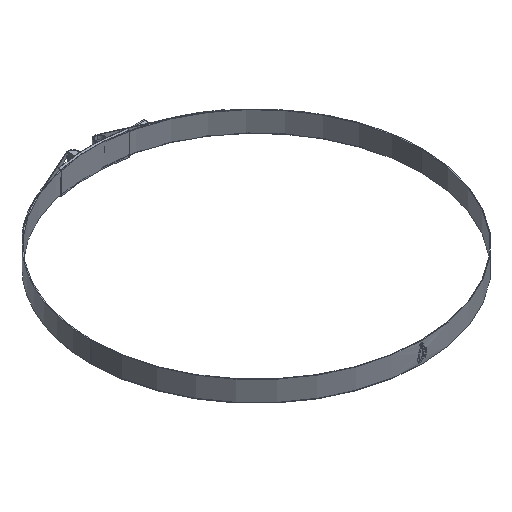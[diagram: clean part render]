
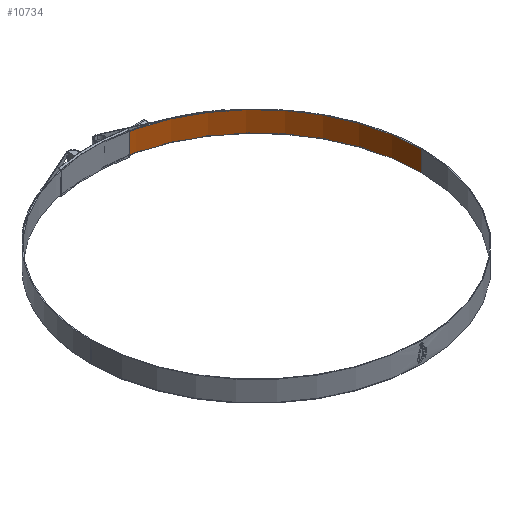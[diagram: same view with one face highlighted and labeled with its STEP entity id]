
A CAD part, isometric view. The second image highlights one B-rep face of the part: STEP entity #10734.
In plain terms, the highlighted cylindrical face has radius 155 mm (diameter 310 mm), a partial arc.
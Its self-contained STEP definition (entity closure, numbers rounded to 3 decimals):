
#1 = EDGE_CURVE ( 'NONE', #4863, #8558, #1499, .T. ) ;
#5 = EDGE_CURVE ( 'NONE', #8558, #10732, #10457, .T. ) ;
#424 = CARTESIAN_POINT ( 'NONE',  ( 0., 0., 9.65 ) ) ;
#1023 = CYLINDRICAL_SURFACE ( 'NONE', #10876, 155. ) ;
#1035 = CARTESIAN_POINT ( 'NONE',  ( 12.109, 154.526, -9.65 ) ) ;
#1047 = ORIENTED_EDGE ( 'NONE', *, *, #5, .F. ) ;
#1499 = CIRCLE ( 'NONE', #5929, 155. ) ;
#1607 = DIRECTION ( 'NONE',  ( 0., 0., -1. ) ) ;
#1680 = EDGE_CURVE ( 'NONE', #12890, #10732, #4336, .T. ) ;
#2361 = EDGE_LOOP ( 'NONE', ( #1047, #8371, #6919, #13366 ) ) ;
#3521 = CARTESIAN_POINT ( 'NONE',  ( 155., 0., 9.65 ) ) ;
#3785 = DIRECTION ( 'NONE',  ( -1., 0., 0. ) ) ;
#4248 = CARTESIAN_POINT ( 'NONE',  ( 155., 0., -9.65 ) ) ;
#4336 = CIRCLE ( 'NONE', #6873, 155. ) ;
#4863 = VERTEX_POINT ( 'NONE', #7142 ) ;
#5481 = DIRECTION ( 'NONE',  ( 0., 0., -1. ) ) ;
#5929 = AXIS2_PLACEMENT_3D ( 'NONE', #424, #9194, #12574 ) ;
#6212 = CARTESIAN_POINT ( 'NONE',  ( 12.109, 154.526, 9.65 ) ) ;
#6838 = DIRECTION ( 'NONE',  ( 0., 0., -1. ) ) ;
#6873 = AXIS2_PLACEMENT_3D ( 'NONE', #12416, #6838, #3785 ) ;
#6919 = ORIENTED_EDGE ( 'NONE', *, *, #11416, .T. ) ;
#7142 = CARTESIAN_POINT ( 'NONE',  ( 12.109, 154.526, 9.65 ) ) ;
#7143 = LINE ( 'NONE', #6212, #9957 ) ;
#7932 = CARTESIAN_POINT ( 'NONE',  ( 155., 0., 9.65 ) ) ;
#8371 = ORIENTED_EDGE ( 'NONE', *, *, #1, .F. ) ;
#8558 = VERTEX_POINT ( 'NONE', #7932 ) ;
#9194 = DIRECTION ( 'NONE',  ( 0., 0., -1. ) ) ;
#9338 = DIRECTION ( 'NONE',  ( 0., 0., -1. ) ) ;
#9731 = FACE_OUTER_BOUND ( 'NONE', #2361, .T. ) ;
#9957 = VECTOR ( 'NONE', #1607, 1000. ) ;
#9966 = DIRECTION ( 'NONE',  ( -1., 0., 0. ) ) ;
#10457 = LINE ( 'NONE', #3521, #13869 ) ;
#10732 = VERTEX_POINT ( 'NONE', #4248 ) ;
#10734 = ADVANCED_FACE ( 'NONE', ( #9731 ), #1023, .F. ) ;
#10876 = AXIS2_PLACEMENT_3D ( 'NONE', #11986, #5481, #9966 ) ;
#11416 = EDGE_CURVE ( 'NONE', #4863, #12890, #7143, .T. ) ;
#11986 = CARTESIAN_POINT ( 'NONE',  ( 0., 0., 9.65 ) ) ;
#12416 = CARTESIAN_POINT ( 'NONE',  ( 0., 0., -9.65 ) ) ;
#12574 = DIRECTION ( 'NONE',  ( -1., 0., 0. ) ) ;
#12890 = VERTEX_POINT ( 'NONE', #1035 ) ;
#13366 = ORIENTED_EDGE ( 'NONE', *, *, #1680, .T. ) ;
#13869 = VECTOR ( 'NONE', #9338, 1000. ) ;
